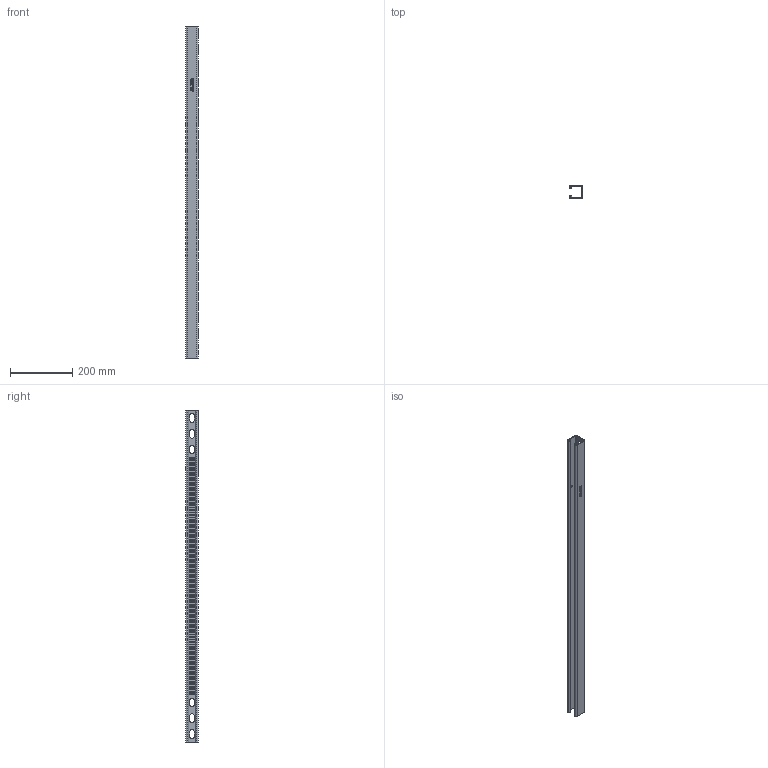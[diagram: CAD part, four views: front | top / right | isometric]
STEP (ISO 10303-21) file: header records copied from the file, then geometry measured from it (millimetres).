
FILE_DESCRIPTION (( 'STEP AP203' ), '1' );
FILE_NAME ('SS15812-42.STEP', '2022-06-13T16:22:37', ( '' ), ( '' ), 'SwSTEP 2.0', 'SolidWorks 2021', '' );
FILE_SCHEMA (( 'CONFIG_CONTROL_DESIGN' ));
Products named in the file (1): SS15812-42
Bounding box: 41.27 x 41.27 x 1066.8 mm (x, y, z)
Volume: 355289.6 mm3; surface area: 284042.6 mm2
Topology: 1 solids, 1 shells, 1278 faces, 3636 edges, 2424 vertices
Faces by surface type: plane 632, cylinder 491, bspline 155
Entity records: 49887 total; most frequent: CARTESIAN_POINT 16182, ORIENTED_EDGE 7272, DIRECTION 6556, EDGE_CURVE 3636, VERTEX_POINT 2424, VECTOR 2344, LINE 2344, AXIS2_PLACEMENT_3D 2106
